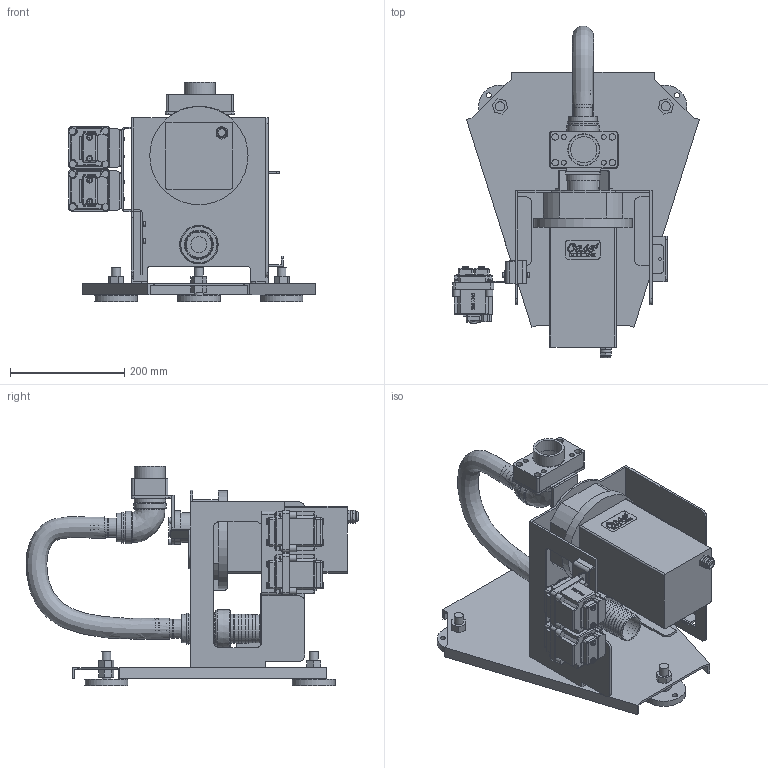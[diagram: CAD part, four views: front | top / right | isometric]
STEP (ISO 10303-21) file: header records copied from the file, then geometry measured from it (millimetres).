
FILE_DESCRIPTION(/* description */ (''),/* implementation_level */ '2;1');
FILE_NAME(/* name */ '72888_swivel_s.stp',/* time_stamp */ '2019-02-06T11:04:26+01:00',/* author */ ('guzb562'),/* organization */ (''),/* preprocessor_version */ 'ST-DEVELOPER v17.2',/* originating_system */ 'Autodesk Inventor 2019',/* authorisation */ '');
FILE_SCHEMA (('CONFIG_CONTROL_DESIGN'));
Products named in the file (6): 72887_Multi Directional Drive S; 72887_Multi_directional dirve s 2d; Box_DMX_; Stecker_Kappe; drehteil; 72888_swivel_s.Kabelbaum1
Assembly tree (11 placements, depth 2):
  72887_Multi Directional Drive S
    72887_Multi_directional dirve s 2d
    Box_DMX_  x2
    Stecker_Kappe  x6
    drehteil
    72888_swivel_s.Kabelbaum1
Bounding box: 431.99 x 581.41 x 384.5 mm (x, y, z)
Volume: 6852044.8 mm3; surface area: 1131027.1 mm2
Topology: 13 solids, 29 shells, 2358 faces, 5958 edges, 3949 vertices
Faces by surface type: plane 1429, cylinder 485, bspline 378, cone 48, torus 18
Full cylindrical faces by diameter (mm): 5 x13, 6 x24, 6.6 x3, 7 x10, 8.5 x6, 8.7 x4, 9 x3, 10 x15, 11.5 x4, 13.116 x1, 16 x6, 17 x2, 18 x1, 19.185 x2, 19.8 x1, 27.995 x2, 28.247 x1, 32.988 x2, 33.002 x3, 33.6 x2, 44.172 x1, 45.657 x1, 49.982 x1, 50.5 x1, 52.173 x1, 53.557 x1, 54.324 x1, 54.5 x1, 55 x1, 56 x1
Entity records: 46561 total; most frequent: CARTESIAN_POINT 14416, ORIENTED_EDGE 6634, DIRECTION 5941, EDGE_CURVE 3318, VERTEX_POINT 2214, LINE 2205, VECTOR 2205, AXIS2_PLACEMENT_3D 1868
